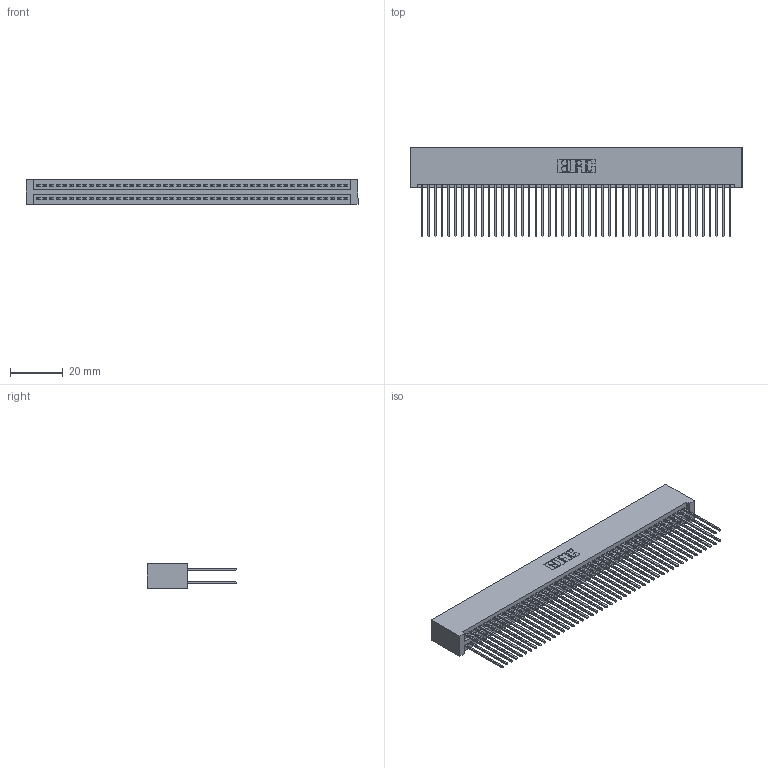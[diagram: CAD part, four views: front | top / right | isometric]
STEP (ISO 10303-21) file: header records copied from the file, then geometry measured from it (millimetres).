
FILE_DESCRIPTION (( 'STEP AP203' ), '1' );
FILE_NAME ('395-094-541-201.STEP', '2018-11-29T12:07:44', ( '' ), ( '' ), 'SwSTEP 2.0', 'SolidWorks 2016', '' );
FILE_SCHEMA (( 'CONFIG_CONTROL_DESIGN' ));
Length unit declared in the file: inch
Products named in the file (3): 345-292-001_345-293-141; 395-094-541-201; 345 Part_No Mounting Lugs
Assembly tree (95 placements, depth 2):
  395-094-541-201
    345 Part_No Mounting Lugs
    345-292-001_345-293-141  x94
Bounding box: 125.98 x 33.96 x 9.4 mm (x, y, z)
Volume: 13439.8 mm3; surface area: 22801.5 mm2
Topology: 95 solids, 95 shells, 4818 faces, 14323 edges, 9422 vertices
Faces by surface type: plane 3178, cylinder 1640
Entity records: 35945 total; most frequent: CARTESIAN_POINT 6020, ORIENTED_EDGE 5954, DIRECTION 5297, EDGE_CURVE 2977, LINE 2665, VECTOR 2665, VERTEX_POINT 1982, AXIS2_PLACEMENT_3D 1316
